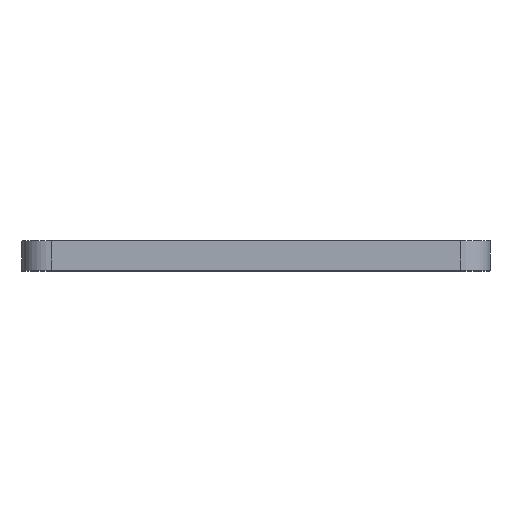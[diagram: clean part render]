
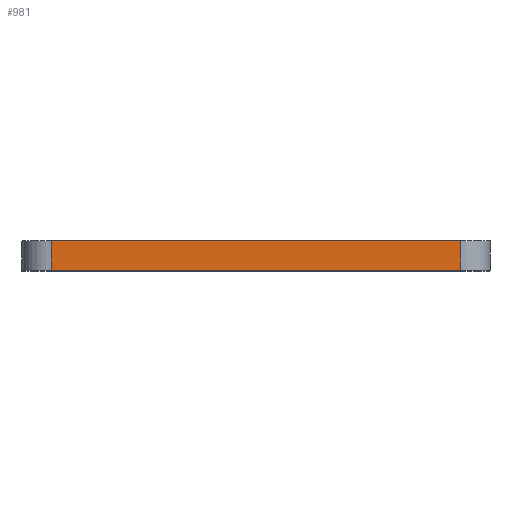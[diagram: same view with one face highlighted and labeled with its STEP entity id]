
A CAD part, top view. The second image highlights one B-rep face of the part: STEP entity #981.
In plain terms, the highlighted planar face has unit normal (0, 0, 1).
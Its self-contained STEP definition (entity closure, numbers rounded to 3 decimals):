
#3 = PLANE ( 'NONE',  #523 ) ;
#17 = CARTESIAN_POINT ( 'NONE',  ( 5., 5., 0. ) ) ;
#27 = EDGE_CURVE ( 'NONE', #896, #114, #984, .T. ) ;
#30 = DIRECTION ( 'NONE',  ( 1., 0., 0. ) ) ;
#69 = CARTESIAN_POINT ( 'NONE',  ( 5., 5., 0. ) ) ;
#75 = VECTOR ( 'NONE', #342, 1000. ) ;
#95 = DIRECTION ( 'NONE',  ( 0., 0., -1. ) ) ;
#112 = CARTESIAN_POINT ( 'NONE',  ( 5., 0., 0. ) ) ;
#114 = VERTEX_POINT ( 'NONE', #366 ) ;
#167 = EDGE_CURVE ( 'NONE', #300, #408, #674, .T. ) ;
#300 = VERTEX_POINT ( 'NONE', #787 ) ;
#342 = DIRECTION ( 'NONE',  ( 0., -1., 0. ) ) ;
#347 = VECTOR ( 'NONE', #30, 1000. ) ;
#366 = CARTESIAN_POINT ( 'NONE',  ( 5., 0., 0. ) ) ;
#392 = ORIENTED_EDGE ( 'NONE', *, *, #27, .T. ) ;
#408 = VERTEX_POINT ( 'NONE', #838 ) ;
#471 = EDGE_CURVE ( 'NONE', #114, #408, #521, .T. ) ;
#476 = FACE_OUTER_BOUND ( 'NONE', #823, .T. ) ;
#487 = DIRECTION ( 'NONE',  ( -1., 0., 0. ) ) ;
#498 = ORIENTED_EDGE ( 'NONE', *, *, #471, .T. ) ;
#508 = VECTOR ( 'NONE', #602, 1000. ) ;
#521 = LINE ( 'NONE', #112, #347 ) ;
#523 = AXIS2_PLACEMENT_3D ( 'NONE', #724, #95, #487 ) ;
#534 = CARTESIAN_POINT ( 'NONE',  ( 75., 5., 0. ) ) ;
#551 = ORIENTED_EDGE ( 'NONE', *, *, #666, .F. ) ;
#586 = ORIENTED_EDGE ( 'NONE', *, *, #167, .F. ) ;
#602 = DIRECTION ( 'NONE',  ( 0., -1., 0. ) ) ;
#604 = DIRECTION ( 'NONE',  ( 1., 0., 0. ) ) ;
#666 = EDGE_CURVE ( 'NONE', #896, #300, #691, .T. ) ;
#674 = LINE ( 'NONE', #534, #508 ) ;
#691 = LINE ( 'NONE', #1026, #1011 ) ;
#724 = CARTESIAN_POINT ( 'NONE',  ( 5., 5., 0. ) ) ;
#787 = CARTESIAN_POINT ( 'NONE',  ( 75., 5., 0. ) ) ;
#823 = EDGE_LOOP ( 'NONE', ( #498, #586, #551, #392 ) ) ;
#838 = CARTESIAN_POINT ( 'NONE',  ( 75., 0., 0. ) ) ;
#896 = VERTEX_POINT ( 'NONE', #69 ) ;
#981 = ADVANCED_FACE ( 'NONE', ( #476 ), #3, .F. ) ;
#984 = LINE ( 'NONE', #17, #75 ) ;
#1011 = VECTOR ( 'NONE', #604, 1000. ) ;
#1026 = CARTESIAN_POINT ( 'NONE',  ( 5., 5., 0. ) ) ;
